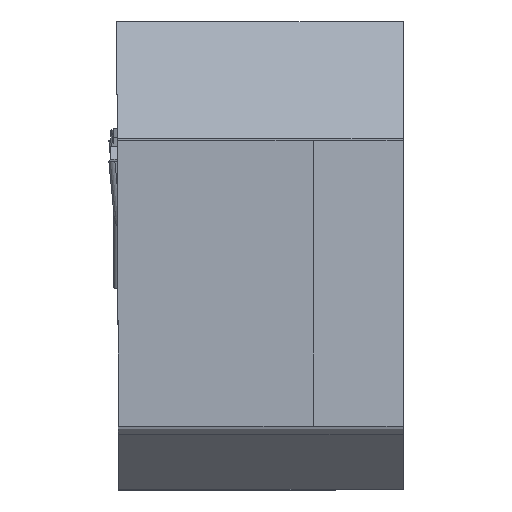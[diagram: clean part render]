
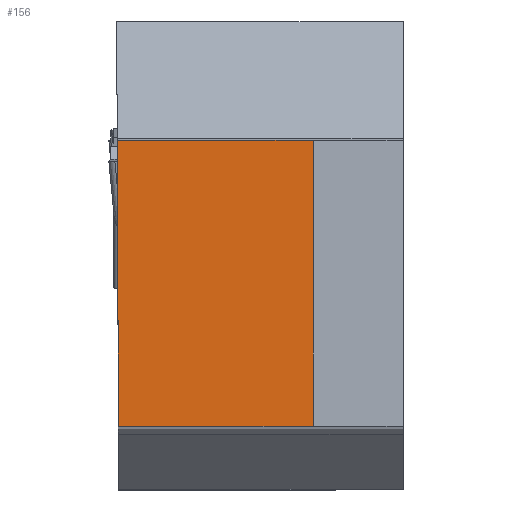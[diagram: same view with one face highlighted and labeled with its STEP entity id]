
A CAD part, top view. The second image highlights one B-rep face of the part: STEP entity #156.
In plain terms, the highlighted planar face has unit normal (0, 0, 1).
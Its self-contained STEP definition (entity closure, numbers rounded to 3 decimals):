
#156=ADVANCED_FACE('BLANK_BOXF006',(#307),#248,.T.);
#248=PLANE('',#2012);
#307=FACE_OUTER_BOUND('',#401,.T.);
#401=EDGE_LOOP('',(#658,#659,#660,#661));
#658=ORIENTED_EDGE('',*,*,#1338,.T.);
#659=ORIENTED_EDGE('',*,*,#1339,.T.);
#660=ORIENTED_EDGE('',*,*,#1340,.F.);
#661=ORIENTED_EDGE('',*,*,#1286,.F.);
#1113=VERTEX_POINT('',#2522);
#1114=VERTEX_POINT('',#2524);
#1152=VERTEX_POINT('',#2644);
#1153=VERTEX_POINT('',#2646);
#1286=EDGE_CURVE('',#1113,#1114,#1547,.T.);
#1338=EDGE_CURVE('',#1113,#1152,#1590,.T.);
#1339=EDGE_CURVE('',#1152,#1153,#1591,.T.);
#1340=EDGE_CURVE('',#1114,#1153,#1592,.T.);
#1547=LINE('',#2523,#1732);
#1590=LINE('',#2643,#1775);
#1591=LINE('',#2645,#1776);
#1592=LINE('',#2647,#1777);
#1732=VECTOR('',#2104,1.);
#1775=VECTOR('',#2185,1.);
#1776=VECTOR('',#2186,1.);
#1777=VECTOR('',#2187,1.);
#2012=AXIS2_PLACEMENT_3D('',#2648,#2188,#2189);
#2104=DIRECTION('',(-0.004,1.,0.));
#2185=DIRECTION('',(1.,0.,0.));
#2186=DIRECTION('',(0.,1.,0.));
#2187=DIRECTION('',(1.,0.,0.));
#2188=DIRECTION('',(0.,0.,1.));
#2189=DIRECTION('',(-1.,0.,0.));
#2522=CARTESIAN_POINT('',(0.041,0.,0.));
#2523=CARTESIAN_POINT('',(-0.021,14.313,0.));
#2524=CARTESIAN_POINT('',(0.,9.45,0.));
#2643=CARTESIAN_POINT('',(31.45,0.,0.));
#2644=CARTESIAN_POINT('',(6.476,0.,0.));
#2645=CARTESIAN_POINT('',(6.476,9.45,0.));
#2646=CARTESIAN_POINT('',(6.476,9.45,0.));
#2647=CARTESIAN_POINT('',(31.45,9.45,0.));
#2648=CARTESIAN_POINT('',(31.45,14.45,0.));
